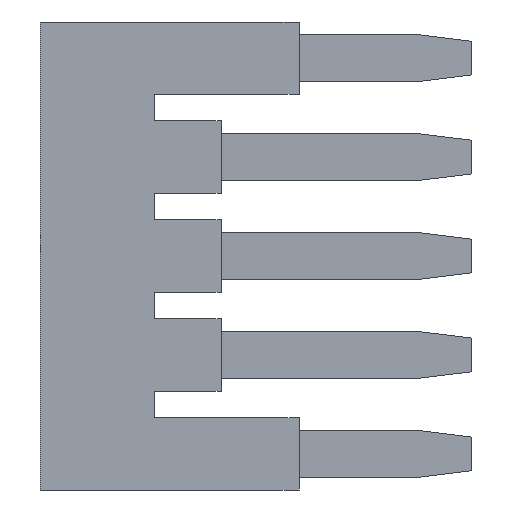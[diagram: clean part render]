
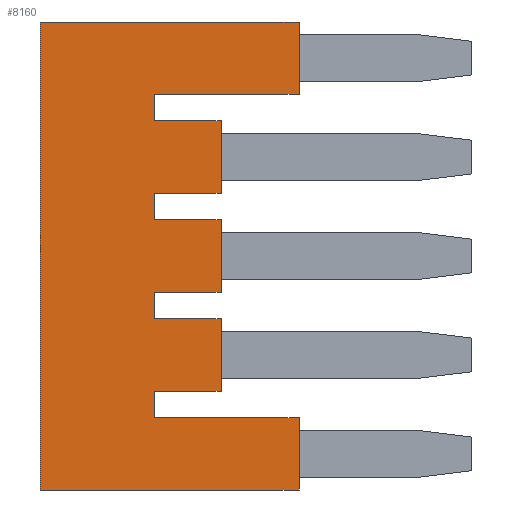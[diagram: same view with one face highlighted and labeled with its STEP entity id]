
A CAD part, left-side view. The second image highlights one B-rep face of the part: STEP entity #8160.
In plain terms, the highlighted planar face has unit normal (-1, 0, 0).
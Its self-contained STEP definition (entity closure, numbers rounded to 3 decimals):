
#1300=CARTESIAN_POINT('',(2.607,-15.175,
42.76));
#1310=VERTEX_POINT('',#1300);
#1340=CARTESIAN_POINT('',(2.607,-15.175,41.875))
;
#1350=DIRECTION('',(0.,0.,1.));
#1360=VECTOR('',#1350,1.);
#1370=LINE('',#1340,#1360);
#1380=CARTESIAN_POINT('',(2.607,-15.175,
44.16));
#1390=VERTEX_POINT('',#1380);
#1400=EDGE_CURVE('',#1310,#1390,#1370,.T.);
#3390=CARTESIAN_POINT('',(2.607,-15.175,
47.96));
#3400=VERTEX_POINT('',#3390);
#3430=CARTESIAN_POINT('',(2.607,-15.175,
50.245));
#3440=DIRECTION('',(0.,0.,-1.));
#3450=VECTOR('',#3440,1.);
#3460=LINE('',#3430,#3450);
#3470=CARTESIAN_POINT('',(2.607,-15.175,
49.36));
#3480=VERTEX_POINT('',#3470);
#3490=EDGE_CURVE('',#3480,#3400,#3460,.T.);
#3800=CARTESIAN_POINT('',(2.607,-12.305,37.56))
;
#3810=DIRECTION('',(0.,-1.,0.));
#3820=VECTOR('',#3810,1.);
#3830=LINE('',#3800,#3820);
#3840=CARTESIAN_POINT('',(2.607,-15.175,
37.56));
#3850=VERTEX_POINT('',#3840);
#3860=CARTESIAN_POINT('',(2.607,-22.775,
37.56));
#3870=VERTEX_POINT('',#3860);
#3880=EDGE_CURVE('',#3850,#3870,#3830,.T.);
#5270=CARTESIAN_POINT('',(2.607,-18.675,
44.16));
#5280=VERTEX_POINT('',#5270);
#5380=CARTESIAN_POINT('',(2.607,-12.305,44.16))
;
#5390=DIRECTION('',(0.,-1.,0.));
#5400=VECTOR('',#5390,1.);
#5410=LINE('',#5380,#5400);
#5420=EDGE_CURVE('',#1390,#5280,#5410,.T.);
#6830=CARTESIAN_POINT('',(2.607,-10.116,
44.426));
#6840=DIRECTION('',(1.,0.,0.));
#6850=DIRECTION('',(0.,-1.,0.));
#6860=AXIS2_PLACEMENT_3D('',#6830,#6840,#6850);
#6870=PLANE('',#6860);
#6880=ORIENTED_EDGE('',*,*,#3490,.F.);
#6890=CARTESIAN_POINT('',(2.607,-12.305,47.96))
;
#6900=DIRECTION('',(0.,-1.,0.));
#6910=VECTOR('',#6900,1.);
#6920=LINE('',#6890,#6910);
#6930=CARTESIAN_POINT('',(2.607,-18.675,
47.96));
#6940=VERTEX_POINT('',#6930);
#6950=EDGE_CURVE('',#3400,#6940,#6920,.T.);
#6960=ORIENTED_EDGE('',*,*,#6950,.F.);
#6970=CARTESIAN_POINT('',(2.607,-18.675,
97.32));
#6980=DIRECTION('',(0.,0.,1.));
#6990=VECTOR('',#6980,1.);
#7000=LINE('',#6970,#6990);
#7010=EDGE_CURVE('',#5280,#6940,#7000,.T.);
#7020=ORIENTED_EDGE('',*,*,#7010,.T.);
#7030=ORIENTED_EDGE('',*,*,#5420,.T.);
#7040=ORIENTED_EDGE('',*,*,#1400,.T.);
#7050=CARTESIAN_POINT('',(2.607,-12.305,42.76))
;
#7060=DIRECTION('',(0.,-1.,0.));
#7070=VECTOR('',#7060,1.);
#7080=LINE('',#7050,#7070);
#7090=CARTESIAN_POINT('',(2.607,-18.675,
42.76));
#7100=VERTEX_POINT('',#7090);
#7110=EDGE_CURVE('',#1310,#7100,#7080,.T.);
#7120=ORIENTED_EDGE('',*,*,#7110,.F.);
#7130=CARTESIAN_POINT('',(2.607,-18.675,
92.12));
#7140=DIRECTION('',(0.,0.,1.));
#7150=VECTOR('',#7140,1.);
#7160=LINE('',#7130,#7150);
#7170=CARTESIAN_POINT('',(2.607,-18.675,
38.96));
#7180=VERTEX_POINT('',#7170);
#7190=EDGE_CURVE('',#7180,#7100,#7160,.T.);
#7200=ORIENTED_EDGE('',*,*,#7190,.T.);
#7210=CARTESIAN_POINT('',(2.607,0.,38.96));
#7220=DIRECTION('',(0.,-1.,0.));
#7230=VECTOR('',#7220,1.);
#7240=LINE('',#7210,#7230);
#7250=CARTESIAN_POINT('',(2.607,-15.175,
38.96));
#7260=VERTEX_POINT('',#7250);
#7270=EDGE_CURVE('',#7260,#7180,#7240,.T.);
#7280=ORIENTED_EDGE('',*,*,#7270,.T.);
#7290=CARTESIAN_POINT('',(2.607,-15.175,
45.045));
#7300=DIRECTION('',(0.,0.,-1.));
#7310=VECTOR('',#7300,1.);
#7320=LINE('',#7290,#7310);
#7330=EDGE_CURVE('',#7260,#3850,#7320,.T.);
#7340=ORIENTED_EDGE('',*,*,#7330,.F.);
#7350=ORIENTED_EDGE('',*,*,#3880,.F.);
#7360=CARTESIAN_POINT('',(2.607,-22.775,
92.12));
#7370=DIRECTION('',(0.,0.,1.));
#7380=VECTOR('',#7370,1.);
#7390=LINE('',#7360,#7380);
#7400=CARTESIAN_POINT('',(2.607,-22.775,
33.76));
#7410=VERTEX_POINT('',#7400);
#7420=EDGE_CURVE('',#7410,#3870,#7390,.T.);
#7430=ORIENTED_EDGE('',*,*,#7420,.T.);
#7440=CARTESIAN_POINT('',(2.607,-12.305,33.76))
;
#7450=DIRECTION('',(0.,1.,0.));
#7460=VECTOR('',#7450,1.);
#7470=LINE('',#7440,#7460);
#7480=CARTESIAN_POINT('',(2.607,-9.175,
33.76));
#7490=VERTEX_POINT('',#7480);
#7500=EDGE_CURVE('',#7410,#7490,#7470,.T.);
#7510=ORIENTED_EDGE('',*,*,#7500,.F.);
#7520=CARTESIAN_POINT('',(2.607,-9.175,0.));
#7530=DIRECTION('',(0.,0.,1.));
#7540=VECTOR('',#7530,1.);
#7550=LINE('',#7520,#7540);
#7560=CARTESIAN_POINT('',(2.607,-9.175,
58.36));
#7570=VERTEX_POINT('',#7560);
#7580=EDGE_CURVE('',#7490,#7570,#7550,.T.);
#7590=ORIENTED_EDGE('',*,*,#7580,.F.);
#7600=CARTESIAN_POINT('',(2.607,-12.305,58.36))
;
#7610=DIRECTION('',(0.,1.,0.));
#7620=VECTOR('',#7610,1.);
#7630=LINE('',#7600,#7620);
#7640=CARTESIAN_POINT('',(2.607,-22.775,
58.36));
#7650=VERTEX_POINT('',#7640);
#7660=EDGE_CURVE('',#7650,#7570,#7630,.T.);
#7670=ORIENTED_EDGE('',*,*,#7660,.T.);
#7680=CARTESIAN_POINT('',(2.607,-22.775,0.));
#7690=DIRECTION('',(0.,0.,-1.));
#7700=VECTOR('',#7690,1.);
#7710=LINE('',#7680,#7700);
#7720=CARTESIAN_POINT('',(2.607,-22.775,
54.56));
#7730=VERTEX_POINT('',#7720);
#7740=EDGE_CURVE('',#7650,#7730,#7710,.T.);
#7750=ORIENTED_EDGE('',*,*,#7740,.F.);
#7760=CARTESIAN_POINT('',(2.607,-12.305,54.56))
;
#7770=DIRECTION('',(0.,-1.,0.));
#7780=VECTOR('',#7770,1.);
#7790=LINE('',#7760,#7780);
#7800=CARTESIAN_POINT('',(2.607,-15.175,
54.56));
#7810=VERTEX_POINT('',#7800);
#7820=EDGE_CURVE('',#7810,#7730,#7790,.T.);
#7830=ORIENTED_EDGE('',*,*,#7820,.T.);
#7840=CARTESIAN_POINT('',(2.607,-15.175,47.075))
;
#7850=DIRECTION('',(0.,0.,1.));
#7860=VECTOR('',#7850,1.);
#7870=LINE('',#7840,#7860);
#7880=CARTESIAN_POINT('',(2.607,-15.175,
53.16));
#7890=VERTEX_POINT('',#7880);
#7900=EDGE_CURVE('',#7890,#7810,#7870,.T.);
#7910=ORIENTED_EDGE('',*,*,#7900,.T.);
#7920=CARTESIAN_POINT('',(2.607,0.,53.16));
#7930=DIRECTION('',(0.,-1.,0.));
#7940=VECTOR('',#7930,1.);
#7950=LINE('',#7920,#7940);
#7960=CARTESIAN_POINT('',(2.607,-18.675,
53.16));
#7970=VERTEX_POINT('',#7960);
#7980=EDGE_CURVE('',#7890,#7970,#7950,.T.);
#7990=ORIENTED_EDGE('',*,*,#7980,.F.);
#8000=CARTESIAN_POINT('',(2.607,-18.675,0.));
#8010=DIRECTION('',(0.,0.,-1.));
#8020=VECTOR('',#8010,1.);
#8030=LINE('',#8000,#8020);
#8040=CARTESIAN_POINT('',(2.607,-18.675,
49.36));
#8050=VERTEX_POINT('',#8040);
#8060=EDGE_CURVE('',#7970,#8050,#8030,.T.);
#8070=ORIENTED_EDGE('',*,*,#8060,.F.);
#8080=CARTESIAN_POINT('',(2.607,-12.305,49.36))
;
#8090=DIRECTION('',(0.,-1.,0.));
#8100=VECTOR('',#8090,1.);
#8110=LINE('',#8080,#8100);
#8120=EDGE_CURVE('',#3480,#8050,#8110,.T.);
#8130=ORIENTED_EDGE('',*,*,#8120,.T.);
#8140=EDGE_LOOP('',(#8130,#8070,#7990,#7910,#7830,#7750,#7670,#7590,
#7510,#7430,#7350,#7340,#7280,#7200,#7120,#7040,#7030,#7020,#6960,#6880)
);
#8150=FACE_OUTER_BOUND('',#8140,.T.);
#8160=ADVANCED_FACE('',(#8150),#6870,.F.);
